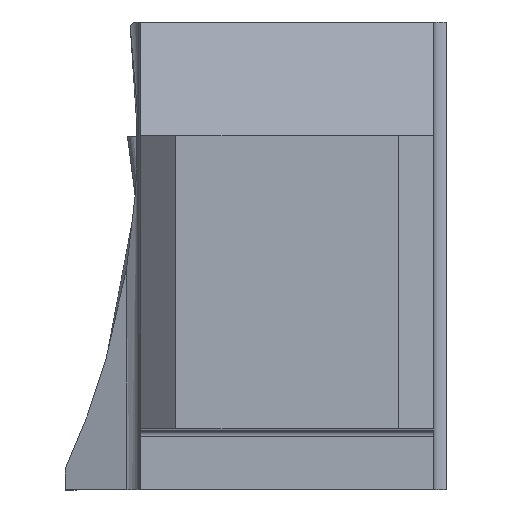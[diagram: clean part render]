
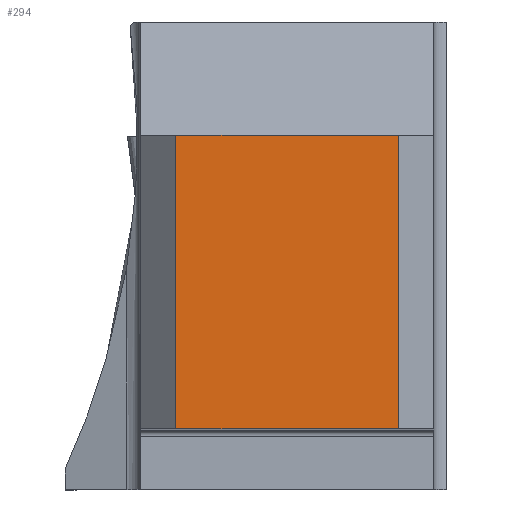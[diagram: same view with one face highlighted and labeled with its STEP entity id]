
A CAD part, top view. The second image highlights one B-rep face of the part: STEP entity #294.
In plain terms, the highlighted planar face has unit normal (0, 0, 1).
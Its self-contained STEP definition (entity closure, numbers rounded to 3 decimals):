
#294=ADVANCED_FACE('CU_BACK_SU1',(#461),#395,.F.);
#395=PLANE('',#2306);
#461=FACE_OUTER_BOUND('',#567,.T.);
#567=EDGE_LOOP('',(#774,#775,#776,#777));
#774=ORIENTED_EDGE('',*,*,#1570,.F.);
#775=ORIENTED_EDGE('',*,*,#1571,.T.);
#776=ORIENTED_EDGE('',*,*,#1572,.T.);
#777=ORIENTED_EDGE('',*,*,#1568,.F.);
#1340=VERTEX_POINT('',#3104);
#1341=VERTEX_POINT('',#3106);
#1342=VERTEX_POINT('',#3110);
#1343=VERTEX_POINT('',#3112);
#1568=EDGE_CURVE('',#1340,#1341,#1847,.T.);
#1570=EDGE_CURVE('',#1342,#1340,#1849,.T.);
#1571=EDGE_CURVE('',#1342,#1343,#1850,.T.);
#1572=EDGE_CURVE('',#1343,#1341,#1851,.T.);
#1847=LINE('',#3105,#2040);
#1849=LINE('',#3109,#2042);
#1850=LINE('',#3111,#2043);
#1851=LINE('',#3113,#2044);
#2040=VECTOR('',#2524,1.);
#2042=VECTOR('',#2528,1.);
#2043=VECTOR('',#2529,1.);
#2044=VECTOR('',#2530,1.);
#2306=AXIS2_PLACEMENT_3D('',#3114,#2531,#2532);
#2524=DIRECTION('',(1.,0.,0.));
#2528=DIRECTION('',(0.,1.,0.));
#2529=DIRECTION('',(1.,0.,0.));
#2530=DIRECTION('',(0.,1.,0.));
#2531=DIRECTION('',(0.,0.,-1.));
#2532=DIRECTION('',(-1.,0.,0.));
#3104=CARTESIAN_POINT('',(-21.925,24.925,0.));
#3105=CARTESIAN_POINT('',(-110.,24.925,0.));
#3106=CARTESIAN_POINT('',(-3.,24.925,0.));
#3109=CARTESIAN_POINT('',(-21.925,0.,0.));
#3110=CARTESIAN_POINT('',(-21.925,0.,0.));
#3111=CARTESIAN_POINT('',(-110.,0.,0.));
#3112=CARTESIAN_POINT('',(-3.,0.,0.));
#3113=CARTESIAN_POINT('',(-3.,0.,0.));
#3114=CARTESIAN_POINT('',(23.246,44.925,0.));
